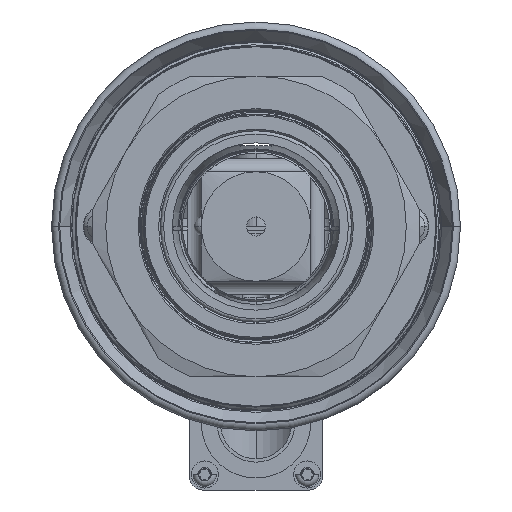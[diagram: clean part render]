
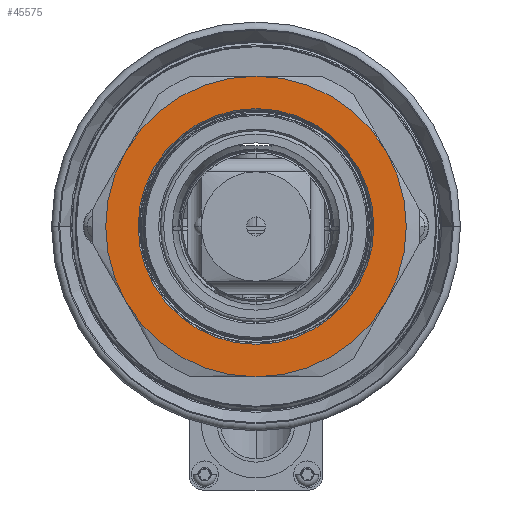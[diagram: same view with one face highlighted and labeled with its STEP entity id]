
A CAD part, left-side view. The second image highlights one B-rep face of the part: STEP entity #45575.
In plain terms, the highlighted planar face has unit normal (-1, 0, 0).
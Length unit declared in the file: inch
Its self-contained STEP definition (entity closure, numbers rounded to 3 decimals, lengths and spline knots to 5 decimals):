
#44744=CARTESIAN_POINT('',(-18.7614,0.005,0.));
#44745=DIRECTION('',(1.,0.,0.));
#44746=DIRECTION('',(0.,-0.866,-0.5));
#44747=AXIS2_PLACEMENT_3D('',#44744,#44745,#44746);
#44749=CARTESIAN_POINT('',(-18.7614,0.005,0.));
#44750=DIRECTION('',(1.,0.,0.));
#44751=DIRECTION('',(0.,0.,-1.));
#44752=AXIS2_PLACEMENT_3D('',#44749,#44750,#44751);
#44754=CARTESIAN_POINT('',(-18.7614,0.005,0.));
#44755=DIRECTION('',(1.,0.,0.));
#44756=DIRECTION('',(0.,0.866,0.5));
#44757=AXIS2_PLACEMENT_3D('',#44754,#44755,#44756);
#44759=CARTESIAN_POINT('',(-18.7614,0.005,0.));
#44760=DIRECTION('',(1.,0.,0.));
#44761=DIRECTION('',(0.,0.,1.));
#44762=AXIS2_PLACEMENT_3D('',#44759,#44760,#44761);
#44764=CARTESIAN_POINT('',(-18.7614,0.005,0.));
#44765=DIRECTION('',(-1.,0.,0.));
#44766=DIRECTION('',(0.,0.,-1.));
#44767=AXIS2_PLACEMENT_3D('',#44764,#44765,#44766);
#44769=CARTESIAN_POINT('',(-18.7614,0.005,0.));
#44770=DIRECTION('',(-1.,0.,0.));
#44771=DIRECTION('',(0.,0.,1.));
#44772=AXIS2_PLACEMENT_3D('',#44769,#44770,#44771);
#44774=CARTESIAN_POINT('',(-18.7614,0.005,0.));
#44775=DIRECTION('',(-1.,0.,0.));
#44776=DIRECTION('',(0.,-0.866,-0.5));
#44777=AXIS2_PLACEMENT_3D('',#44774,#44775,#44776);
#44814=CARTESIAN_POINT('',(-18.7614,0.005,0.));
#44815=DIRECTION('',(-1.,0.,0.));
#44816=DIRECTION('',(0.,0.866,0.5));
#44817=AXIS2_PLACEMENT_3D('',#44814,#44815,#44816);
#44872=CARTESIAN_POINT('',(-18.7614,-1.18578,0.6875));
#44912=CARTESIAN_POINT('',(-18.7614,0.005,1.375));
#44952=CARTESIAN_POINT('',(-18.7614,1.19578,0.6875));
#44992=CARTESIAN_POINT('',(-18.7614,1.19578,-0.6875));
#45052=CARTESIAN_POINT('',(-18.7614,0.005,-1.375));
#45072=CARTESIAN_POINT('',(-18.7614,-1.18578,-0.6875));
#45481=VERTEX_POINT('',#44992);
#45482=VERTEX_POINT('',#45052);
#45483=VERTEX_POINT('',#45072);
#45487=VERTEX_POINT('',#44872);
#45488=VERTEX_POINT('',#44912);
#45489=VERTEX_POINT('',#44952);
#45497=CARTESIAN_POINT('',(-18.7614,0.005,1.078));
#45498=CARTESIAN_POINT('',(-18.7614,0.005,-1.078));
#45499=VERTEX_POINT('',#45497);
#45500=VERTEX_POINT('',#45498);
#45550=CARTESIAN_POINT('',(-18.7614,0.005,0.));
#45551=DIRECTION('',(-1.,0.,0.));
#45552=DIRECTION('',(0.,0.,-1.));
#45553=AXIS2_PLACEMENT_3D('',#45550,#45551,#45552);
#45554=PLANE('',#45553);
#45556=ORIENTED_EDGE('',*,*,#45555,.F.);
#45558=ORIENTED_EDGE('',*,*,#45557,.T.);
#45560=ORIENTED_EDGE('',*,*,#45559,.T.);
#45562=ORIENTED_EDGE('',*,*,#45561,.F.);
#45564=ORIENTED_EDGE('',*,*,#45563,.T.);
#45566=ORIENTED_EDGE('',*,*,#45565,.T.);
#45567=EDGE_LOOP('',(#45556,#45558,#45560,#45562,#45564,#45566));
#45568=FACE_OUTER_BOUND('',#45567,.F.);
#45570=ORIENTED_EDGE('',*,*,#45569,.T.);
#45572=ORIENTED_EDGE('',*,*,#45571,.T.);
#45573=EDGE_LOOP('',(#45570,#45572));
#45574=FACE_BOUND('',#45573,.F.);
#45575=ADVANCED_FACE('',(#45568,#45574),#45554,.T.);
#44748=CIRCLE('',#44747,1.375);
#44753=CIRCLE('',#44752,1.375);
#44758=CIRCLE('',#44757,1.375);
#44763=CIRCLE('',#44762,1.375);
#44768=CIRCLE('',#44767,1.078);
#44773=CIRCLE('',#44772,1.078);
#44778=CIRCLE('',#44777,1.375);
#44818=CIRCLE('',#44817,1.375);
#45555=EDGE_CURVE('',#45483,#45487,#44778,.T.);
#45557=EDGE_CURVE('',#45483,#45482,#44748,.T.);
#45559=EDGE_CURVE('',#45482,#45481,#44753,.T.);
#45561=EDGE_CURVE('',#45489,#45481,#44818,.T.);
#45563=EDGE_CURVE('',#45489,#45488,#44758,.T.);
#45565=EDGE_CURVE('',#45488,#45487,#44763,.T.);
#45569=EDGE_CURVE('',#45500,#45499,#44768,.T.);
#45571=EDGE_CURVE('',#45499,#45500,#44773,.T.);
